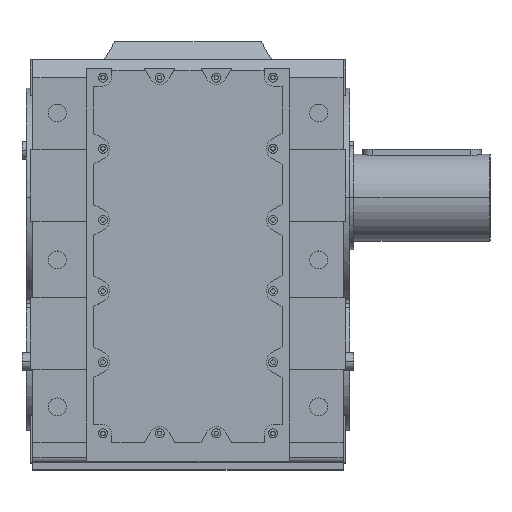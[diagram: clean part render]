
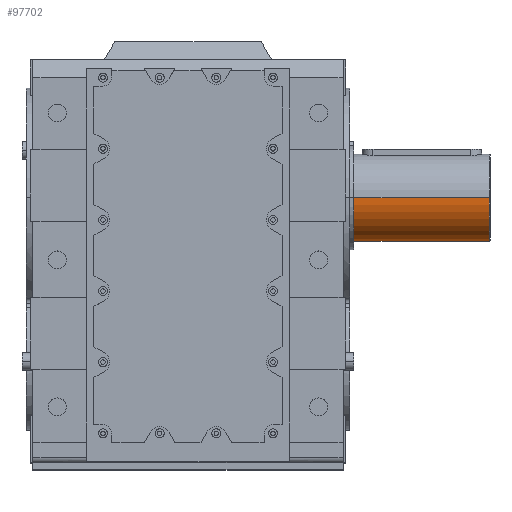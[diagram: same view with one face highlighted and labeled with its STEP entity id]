
A CAD part, top view. The second image highlights one B-rep face of the part: STEP entity #97702.
In plain terms, the highlighted cylindrical face has radius 80 mm (diameter 160 mm), a partial arc.
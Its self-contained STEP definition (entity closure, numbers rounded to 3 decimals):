
#97365 = CONICAL_SURFACE('',#97366,78.5,0.785);
#97366 = AXIS2_PLACEMENT_3D('',#97367,#97368,#97369);
#97367 = CARTESIAN_POINT('',(555.,0.,0.));
#97368 = DIRECTION('',(-1.,0.,0.));
#97369 = DIRECTION('',(0.,0.,1.));
#97509 = VERTEX_POINT('',#97510);
#97510 = CARTESIAN_POINT('',(553.5,0.,-80.));
#97531 = VERTEX_POINT('',#97532);
#97532 = CARTESIAN_POINT('',(553.5,0.,80.));
#97551 = EDGE_CURVE('',#97509,#97531,#97552,.T.);
#97552 = SURFACE_CURVE('',#97553,(#97558,#97587),.PCURVE_S1.);
#97553 = CIRCLE('',#97554,80.);
#97554 = AXIS2_PLACEMENT_3D('',#97555,#97556,#97557);
#97555 = CARTESIAN_POINT('',(553.5,0.,0.));
#97556 = DIRECTION('',(-1.,0.,0.));
#97557 = DIRECTION('',(0.,0.,1.));
#97558 = PCURVE('',#97365,#97559);
#97559 = DEFINITIONAL_REPRESENTATION('',(#97560),#97586);
#97560 = B_SPLINE_CURVE_WITH_KNOTS('',3,(#97561,#97562,#97563,#97564,
    #97565,#97566,#97567,#97568,#97569,#97570,#97571,#97572,#97573,
    #97574,#97575,#97576,#97577,#97578,#97579,#97580,#97581,#97582,
    #97583,#97584,#97585),.UNSPECIFIED.,.F.,.F.,(4,1,1,1,1,1,1,1,1,1,1,1
    ,1,1,1,1,1,1,1,1,1,1,4),(3.142,3.284,3.427
    ,3.57,3.713,3.856,3.998,
    4.141,4.284,4.427,4.57,
    4.712,4.855,4.998,5.141,
    5.284,5.426,5.569,5.712,
    5.855,5.998,6.14,6.283),
  .QUASI_UNIFORM_KNOTS.);
#97561 = CARTESIAN_POINT('',(3.142,1.5));
#97562 = CARTESIAN_POINT('',(3.189,1.5));
#97563 = CARTESIAN_POINT('',(3.284,1.5));
#97564 = CARTESIAN_POINT('',(3.427,1.5));
#97565 = CARTESIAN_POINT('',(3.57,1.5));
#97566 = CARTESIAN_POINT('',(3.713,1.5));
#97567 = CARTESIAN_POINT('',(3.856,1.5));
#97568 = CARTESIAN_POINT('',(3.998,1.5));
#97569 = CARTESIAN_POINT('',(4.141,1.5));
#97570 = CARTESIAN_POINT('',(4.284,1.5));
#97571 = CARTESIAN_POINT('',(4.427,1.5));
#97572 = CARTESIAN_POINT('',(4.57,1.5));
#97573 = CARTESIAN_POINT('',(4.712,1.5));
#97574 = CARTESIAN_POINT('',(4.855,1.5));
#97575 = CARTESIAN_POINT('',(4.998,1.5));
#97576 = CARTESIAN_POINT('',(5.141,1.5));
#97577 = CARTESIAN_POINT('',(5.284,1.5));
#97578 = CARTESIAN_POINT('',(5.426,1.5));
#97579 = CARTESIAN_POINT('',(5.569,1.5));
#97580 = CARTESIAN_POINT('',(5.712,1.5));
#97581 = CARTESIAN_POINT('',(5.855,1.5));
#97582 = CARTESIAN_POINT('',(5.998,1.5));
#97583 = CARTESIAN_POINT('',(6.14,1.5));
#97584 = CARTESIAN_POINT('',(6.236,1.5));
#97585 = CARTESIAN_POINT('',(6.283,1.5));
#97586 = ( GEOMETRIC_REPRESENTATION_CONTEXT(2) 
PARAMETRIC_REPRESENTATION_CONTEXT() REPRESENTATION_CONTEXT('2D SPACE',''
  ) );
#97587 = PCURVE('',#97588,#97593);
#97588 = CYLINDRICAL_SURFACE('',#97589,80.);
#97589 = AXIS2_PLACEMENT_3D('',#97590,#97591,#97592);
#97590 = CARTESIAN_POINT('',(0.,0.,0.));
#97591 = DIRECTION('',(-1.,0.,0.));
#97592 = DIRECTION('',(0.,0.,1.));
#97593 = DEFINITIONAL_REPRESENTATION('',(#97594),#97597);
#97594 = B_SPLINE_CURVE_WITH_KNOTS('',1,(#97595,#97596),.UNSPECIFIED.,
  .F.,.F.,(2,2),(3.142,6.283),.PIECEWISE_BEZIER_KNOTS.);
#97595 = CARTESIAN_POINT('',(3.142,-553.5));
#97596 = CARTESIAN_POINT('',(6.283,-553.5));
#97597 = ( GEOMETRIC_REPRESENTATION_CONTEXT(2) 
PARAMETRIC_REPRESENTATION_CONTEXT() REPRESENTATION_CONTEXT('2D SPACE',''
  ) );
#97641 = CYLINDRICAL_SURFACE('',#97642,80.);
#97642 = AXIS2_PLACEMENT_3D('',#97643,#97644,#97645);
#97643 = CARTESIAN_POINT('',(0.,0.,0.));
#97644 = DIRECTION('',(-1.,0.,0.));
#97645 = DIRECTION('',(0.,0.,1.));
#97702 = ADVANCED_FACE('',(#97703),#97588,.T.);
#97703 = FACE_BOUND('',#97704,.T.);
#97704 = EDGE_LOOP('',(#97705,#97726,#97727,#97748));
#97705 = ORIENTED_EDGE('',*,*,#97706,.F.);
#97706 = EDGE_CURVE('',#97509,#97707,#97709,.T.);
#97707 = VERTEX_POINT('',#97708);
#97708 = CARTESIAN_POINT('',(305.,0.,-80.));
#97709 = SURFACE_CURVE('',#97710,(#97714,#97720),.PCURVE_S1.);
#97710 = LINE('',#97711,#97712);
#97711 = CARTESIAN_POINT('',(0.,0.,-80.));
#97712 = VECTOR('',#97713,1.);
#97713 = DIRECTION('',(-1.,0.,0.));
#97714 = PCURVE('',#97588,#97715);
#97715 = DEFINITIONAL_REPRESENTATION('',(#97716),#97719);
#97716 = B_SPLINE_CURVE_WITH_KNOTS('',1,(#97717,#97718),.UNSPECIFIED.,
  .F.,.F.,(2,2),(-553.5,-305.),.PIECEWISE_BEZIER_KNOTS.);
#97717 = CARTESIAN_POINT('',(3.142,-553.5));
#97718 = CARTESIAN_POINT('',(3.142,-305.));
#97719 = ( GEOMETRIC_REPRESENTATION_CONTEXT(2) 
PARAMETRIC_REPRESENTATION_CONTEXT() REPRESENTATION_CONTEXT('2D SPACE',''
  ) );
#97720 = PCURVE('',#97641,#97721);
#97721 = DEFINITIONAL_REPRESENTATION('',(#97722),#97725);
#97722 = B_SPLINE_CURVE_WITH_KNOTS('',1,(#97723,#97724),.UNSPECIFIED.,
  .F.,.F.,(2,2),(-553.5,-305.),.PIECEWISE_BEZIER_KNOTS.);
#97723 = CARTESIAN_POINT('',(3.142,-553.5));
#97724 = CARTESIAN_POINT('',(3.142,-305.));
#97725 = ( GEOMETRIC_REPRESENTATION_CONTEXT(2) 
PARAMETRIC_REPRESENTATION_CONTEXT() REPRESENTATION_CONTEXT('2D SPACE',''
  ) );
#97726 = ORIENTED_EDGE('',*,*,#97551,.T.);
#97727 = ORIENTED_EDGE('',*,*,#97728,.T.);
#97728 = EDGE_CURVE('',#97531,#97729,#97731,.T.);
#97729 = VERTEX_POINT('',#97730);
#97730 = CARTESIAN_POINT('',(305.,0.,80.));
#97731 = SURFACE_CURVE('',#97732,(#97736,#97742),.PCURVE_S1.);
#97732 = LINE('',#97733,#97734);
#97733 = CARTESIAN_POINT('',(0.,0.,80.));
#97734 = VECTOR('',#97735,1.);
#97735 = DIRECTION('',(-1.,0.,0.));
#97736 = PCURVE('',#97588,#97737);
#97737 = DEFINITIONAL_REPRESENTATION('',(#97738),#97741);
#97738 = B_SPLINE_CURVE_WITH_KNOTS('',1,(#97739,#97740),.UNSPECIFIED.,
  .F.,.F.,(2,2),(-553.5,-305.),.PIECEWISE_BEZIER_KNOTS.);
#97739 = CARTESIAN_POINT('',(6.283,-553.5));
#97740 = CARTESIAN_POINT('',(6.283,-305.));
#97741 = ( GEOMETRIC_REPRESENTATION_CONTEXT(2) 
PARAMETRIC_REPRESENTATION_CONTEXT() REPRESENTATION_CONTEXT('2D SPACE',''
  ) );
#97742 = PCURVE('',#97641,#97743);
#97743 = DEFINITIONAL_REPRESENTATION('',(#97744),#97747);
#97744 = B_SPLINE_CURVE_WITH_KNOTS('',1,(#97745,#97746),.UNSPECIFIED.,
  .F.,.F.,(2,2),(-553.5,-305.),.PIECEWISE_BEZIER_KNOTS.);
#97745 = CARTESIAN_POINT('',(0.,-553.5));
#97746 = CARTESIAN_POINT('',(0.,-305.));
#97747 = ( GEOMETRIC_REPRESENTATION_CONTEXT(2) 
PARAMETRIC_REPRESENTATION_CONTEXT() REPRESENTATION_CONTEXT('2D SPACE',''
  ) );
#97748 = ORIENTED_EDGE('',*,*,#97749,.F.);
#97749 = EDGE_CURVE('',#97707,#97729,#97750,.T.);
#97750 = SURFACE_CURVE('',#97751,(#97756,#97762),.PCURVE_S1.);
#97751 = CIRCLE('',#97752,80.);
#97752 = AXIS2_PLACEMENT_3D('',#97753,#97754,#97755);
#97753 = CARTESIAN_POINT('',(305.,0.,0.));
#97754 = DIRECTION('',(-1.,0.,0.));
#97755 = DIRECTION('',(0.,0.,1.));
#97756 = PCURVE('',#97588,#97757);
#97757 = DEFINITIONAL_REPRESENTATION('',(#97758),#97761);
#97758 = B_SPLINE_CURVE_WITH_KNOTS('',1,(#97759,#97760),.UNSPECIFIED.,
  .F.,.F.,(2,2),(3.142,6.283),.PIECEWISE_BEZIER_KNOTS.);
#97759 = CARTESIAN_POINT('',(3.142,-305.));
#97760 = CARTESIAN_POINT('',(6.283,-305.));
#97761 = ( GEOMETRIC_REPRESENTATION_CONTEXT(2) 
PARAMETRIC_REPRESENTATION_CONTEXT() REPRESENTATION_CONTEXT('2D SPACE',''
  ) );
#97762 = PCURVE('',#97763,#97768);
#97763 = PLANE('',#97764);
#97764 = AXIS2_PLACEMENT_3D('',#97765,#97766,#97767);
#97765 = CARTESIAN_POINT('',(305.,80.,0.));
#97766 = DIRECTION('',(-1.,0.,0.));
#97767 = DIRECTION('',(0.,0.,1.));
#97768 = DEFINITIONAL_REPRESENTATION('',(#97769),#97773);
#97769 = CIRCLE('',#97770,80.);
#97770 = AXIS2_PLACEMENT_2D('',#97771,#97772);
#97771 = CARTESIAN_POINT('',(0.,-80.));
#97772 = DIRECTION('',(1.,0.));
#97773 = ( GEOMETRIC_REPRESENTATION_CONTEXT(2) 
PARAMETRIC_REPRESENTATION_CONTEXT() REPRESENTATION_CONTEXT('2D SPACE',''
  ) );
